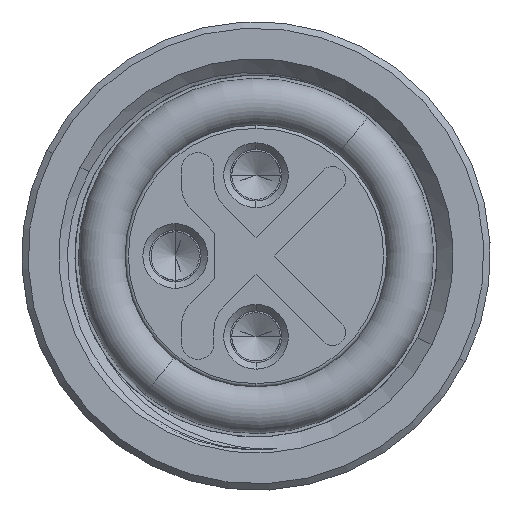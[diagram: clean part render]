
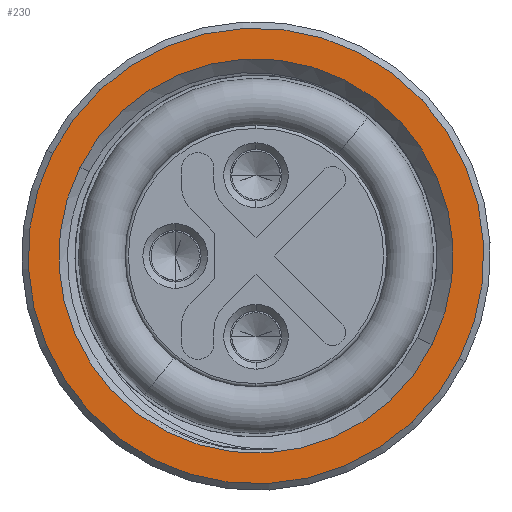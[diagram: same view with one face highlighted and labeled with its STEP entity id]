
A CAD part, left-side view. The second image highlights one B-rep face of the part: STEP entity #230.
In plain terms, the highlighted face is planar.
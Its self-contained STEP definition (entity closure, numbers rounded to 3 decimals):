
#123 = ORIENTED_EDGE ( 'NONE', *, *, #671, .T. ) ;
#230 = ADVANCED_FACE ( 'NONE', ( #3894, #685 ), #5373, .F. ) ;
#671 = EDGE_CURVE ( 'NONE', #4648, #1249, #5619, .T. ) ;
#685 = FACE_BOUND ( 'NONE', #1026, .T. ) ;
#823 = CARTESIAN_POINT ( 'NONE',  ( 11., 0., 6.1 ) ) ;
#1017 = CARTESIAN_POINT ( 'NONE',  ( 11., 0., 0. ) ) ;
#1026 = EDGE_LOOP ( 'NONE', ( #123, #1138 ) ) ;
#1077 = DIRECTION ( 'NONE',  ( 0., 0., 1. ) ) ;
#1138 = ORIENTED_EDGE ( 'NONE', *, *, #2992, .T. ) ;
#1249 = VERTEX_POINT ( 'NONE', #823 ) ;
#1260 = DIRECTION ( 'NONE',  ( 0., 0., 1. ) ) ;
#1319 = AXIS2_PLACEMENT_3D ( 'NONE', #3438, #5317, #2934 ) ;
#1780 = CIRCLE ( 'NONE', #4097, 7.05 ) ;
#1849 = DIRECTION ( 'NONE',  ( 0., 0., 1. ) ) ;
#1877 = EDGE_LOOP ( 'NONE', ( #4025, #5787 ) ) ;
#2267 = CIRCLE ( 'NONE', #4596, 7.05 ) ;
#2580 = AXIS2_PLACEMENT_3D ( 'NONE', #5784, #5755, #1077 ) ;
#2766 = CARTESIAN_POINT ( 'NONE',  ( 11., 0., -6.1 ) ) ;
#2869 = CARTESIAN_POINT ( 'NONE',  ( 11., 0., 0. ) ) ;
#2873 = CARTESIAN_POINT ( 'NONE',  ( 11., 0., 7.05 ) ) ;
#2934 = DIRECTION ( 'NONE',  ( 0., 0., 1. ) ) ;
#2992 = EDGE_CURVE ( 'NONE', #1249, #4648, #3115, .T. ) ;
#3043 = VERTEX_POINT ( 'NONE', #5545 ) ;
#3115 = CIRCLE ( 'NONE', #5473, 6.1 ) ;
#3438 = CARTESIAN_POINT ( 'NONE',  ( 11., 0., 0. ) ) ;
#3592 = EDGE_CURVE ( 'NONE', #3665, #3043, #1780, .T. ) ;
#3665 = VERTEX_POINT ( 'NONE', #2873 ) ;
#3860 = DIRECTION ( 'NONE',  ( 0., 0., 1. ) ) ;
#3894 = FACE_OUTER_BOUND ( 'NONE', #1877, .T. ) ;
#4025 = ORIENTED_EDGE ( 'NONE', *, *, #3592, .T. ) ;
#4097 = AXIS2_PLACEMENT_3D ( 'NONE', #4928, #5447, #1260 ) ;
#4331 = DIRECTION ( 'NONE',  ( -1., 0., 0. ) ) ;
#4596 = AXIS2_PLACEMENT_3D ( 'NONE', #2869, #4735, #1849 ) ;
#4648 = VERTEX_POINT ( 'NONE', #2766 ) ;
#4735 = DIRECTION ( 'NONE',  ( 1., 0., 0. ) ) ;
#4928 = CARTESIAN_POINT ( 'NONE',  ( 11., 0., 0. ) ) ;
#5317 = DIRECTION ( 'NONE',  ( -1., 0., 0. ) ) ;
#5373 = PLANE ( 'NONE',  #2580 ) ;
#5447 = DIRECTION ( 'NONE',  ( 1., 0., 0. ) ) ;
#5473 = AXIS2_PLACEMENT_3D ( 'NONE', #1017, #4331, #3860 ) ;
#5545 = CARTESIAN_POINT ( 'NONE',  ( 11., 0., -7.05 ) ) ;
#5619 = CIRCLE ( 'NONE', #1319, 6.1 ) ;
#5755 = DIRECTION ( 'NONE',  ( -1., 0., 0. ) ) ;
#5771 = EDGE_CURVE ( 'NONE', #3043, #3665, #2267, .T. ) ;
#5784 = CARTESIAN_POINT ( 'NONE',  ( 11., 7.25, 0. ) ) ;
#5787 = ORIENTED_EDGE ( 'NONE', *, *, #5771, .T. ) ;
